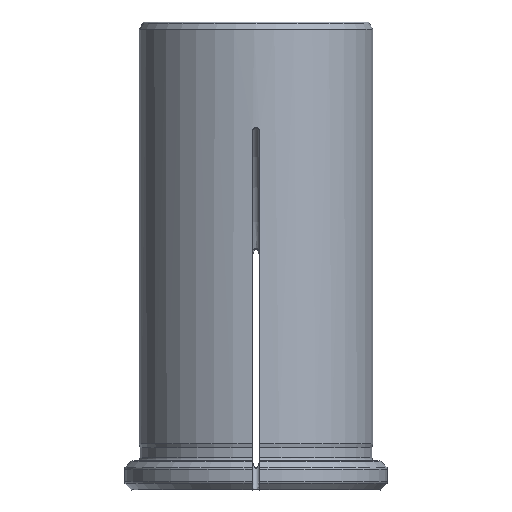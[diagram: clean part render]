
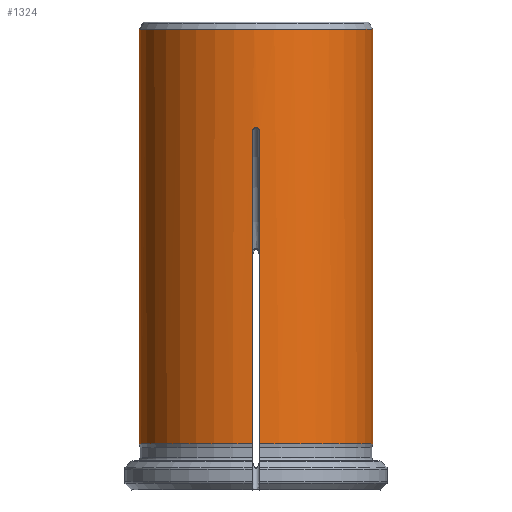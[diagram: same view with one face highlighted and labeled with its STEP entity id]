
A CAD part, front view. The second image highlights one B-rep face of the part: STEP entity #1324.
In plain terms, the highlighted cylindrical face has radius 16 mm (diameter 32 mm), a full revolution.
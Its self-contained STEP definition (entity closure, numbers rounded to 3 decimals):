
#72=LINE('',#2052,#120);
#78=LINE('',#2097,#126);
#84=LINE('',#2243,#132);
#90=LINE('',#2276,#138);
#96=LINE('',#2422,#144);
#102=LINE('',#2455,#150);
#108=LINE('',#2513,#156);
#109=LINE('',#2523,#157);
#120=VECTOR('',#1593,1000.);
#126=VECTOR('',#1601,1000.);
#132=VECTOR('',#1667,1000.);
#138=VECTOR('',#1675,1000.);
#144=VECTOR('',#1741,1000.);
#150=VECTOR('',#1749,1000.);
#156=VECTOR('',#1771,1000.);
#157=VECTOR('',#1772,1000.);
#168=CYLINDRICAL_SURFACE('',#1468,16.);
#192=B_SPLINE_CURVE_WITH_KNOTS('',3,(#2041,#2042,#2043,#2044,#2045,#2046,
#2047),.UNSPECIFIED.,.F.,.F.,(4,1,1,1,4),(0.003,0.003,
0.004,0.004,0.004),
 .UNSPECIFIED.);
#215=B_SPLINE_CURVE_WITH_KNOTS('',3,(#2232,#2233,#2234,#2235,#2236,#2237,
#2238),.UNSPECIFIED.,.F.,.F.,(4,1,1,1,4),(0.003,0.003,
0.004,0.004,0.004),
 .UNSPECIFIED.);
#235=B_SPLINE_CURVE_WITH_KNOTS('',3,(#2411,#2412,#2413,#2414,#2415,#2416,
#2417),.UNSPECIFIED.,.F.,.F.,(4,1,1,1,4),(0.003,0.003,
0.004,0.004,0.004),
 .UNSPECIFIED.);
#244=B_SPLINE_CURVE_WITH_KNOTS('',3,(#2515,#2516,#2517,#2518,#2519,#2520,
#2521),.UNSPECIFIED.,.F.,.F.,(4,1,1,1,4),(0.003,0.003,
0.004,0.004,0.004),
 .UNSPECIFIED.);
#540=ORIENTED_EDGE('',*,*,#833,.F.);
#541=ORIENTED_EDGE('',*,*,#663,.F.);
#542=ORIENTED_EDGE('',*,*,#834,.T.);
#543=ORIENTED_EDGE('',*,*,#835,.F.);
#544=ORIENTED_EDGE('',*,*,#836,.F.);
#545=ORIENTED_EDGE('',*,*,#837,.F.);
#546=ORIENTED_EDGE('',*,*,#809,.T.);
#547=ORIENTED_EDGE('',*,*,#806,.F.);
#548=ORIENTED_EDGE('',*,*,#820,.F.);
#549=ORIENTED_EDGE('',*,*,#775,.F.);
#550=ORIENTED_EDGE('',*,*,#761,.T.);
#551=ORIENTED_EDGE('',*,*,#758,.F.);
#552=ORIENTED_EDGE('',*,*,#772,.F.);
#553=ORIENTED_EDGE('',*,*,#727,.F.);
#554=ORIENTED_EDGE('',*,*,#710,.T.);
#555=ORIENTED_EDGE('',*,*,#707,.F.);
#556=ORIENTED_EDGE('',*,*,#724,.F.);
#663=EDGE_CURVE('',#867,#868,#1006,.F.);
#707=EDGE_CURVE('',#907,#908,#192,.T.);
#710=EDGE_CURVE('',#909,#908,#72,.T.);
#724=EDGE_CURVE('',#868,#907,#78,.T.);
#727=EDGE_CURVE('',#909,#916,#1028,.F.);
#758=EDGE_CURVE('',#939,#940,#215,.T.);
#761=EDGE_CURVE('',#941,#940,#84,.T.);
#772=EDGE_CURVE('',#916,#939,#90,.T.);
#775=EDGE_CURVE('',#941,#948,#1044,.F.);
#806=EDGE_CURVE('',#971,#972,#235,.T.);
#809=EDGE_CURVE('',#973,#972,#96,.T.);
#820=EDGE_CURVE('',#948,#971,#102,.T.);
#833=EDGE_CURVE('',#989,#989,#1063,.F.);
#834=EDGE_CURVE('',#867,#990,#108,.T.);
#835=EDGE_CURVE('',#991,#990,#244,.T.);
#836=EDGE_CURVE('',#992,#991,#109,.T.);
#837=EDGE_CURVE('',#973,#992,#1064,.F.);
#867=VERTEX_POINT('',#1869);
#868=VERTEX_POINT('',#1871);
#907=VERTEX_POINT('',#2040);
#908=VERTEX_POINT('',#2048);
#909=VERTEX_POINT('',#2053);
#916=VERTEX_POINT('',#2103);
#939=VERTEX_POINT('',#2231);
#940=VERTEX_POINT('',#2239);
#941=VERTEX_POINT('',#2244);
#948=VERTEX_POINT('',#2282);
#971=VERTEX_POINT('',#2410);
#972=VERTEX_POINT('',#2418);
#973=VERTEX_POINT('',#2423);
#989=VERTEX_POINT('',#2512);
#990=VERTEX_POINT('',#2514);
#991=VERTEX_POINT('',#2522);
#992=VERTEX_POINT('',#2524);
#1006=CIRCLE('',#1365,16.);
#1028=CIRCLE('',#1402,16.);
#1044=CIRCLE('',#1433,16.);
#1063=CIRCLE('',#1469,16.);
#1064=CIRCLE('',#1470,16.);
#1134=EDGE_LOOP('',(#540));
#1135=EDGE_LOOP('',(#541,#542,#543,#544,#545,#546,#547,#548,#549,#550,#551,
#552,#553,#554,#555,#556));
#1224=FACE_BOUND('',#1134,.T.);
#1225=FACE_BOUND('',#1135,.T.);
#1324=ADVANCED_FACE('',(#1224,#1225),#168,.T.);
#1365=AXIS2_PLACEMENT_3D('',#1870,#1518,#1519);
#1402=AXIS2_PLACEMENT_3D('',#2102,#1607,#1608);
#1433=AXIS2_PLACEMENT_3D('',#2281,#1681,#1682);
#1468=AXIS2_PLACEMENT_3D('',#2510,#1767,#1768);
#1469=AXIS2_PLACEMENT_3D('',#2511,#1769,#1770);
#1470=AXIS2_PLACEMENT_3D('',#2525,#1773,#1774);
#1518=DIRECTION('',(0.,0.,1.));
#1519=DIRECTION('',(1.,0.,0.));
#1593=DIRECTION('',(0.,0.,1.));
#1601=DIRECTION('',(0.,0.,1.));
#1607=DIRECTION('',(0.,0.,1.));
#1608=DIRECTION('',(1.,0.,0.));
#1667=DIRECTION('',(0.,0.,1.));
#1675=DIRECTION('',(0.,0.,1.));
#1681=DIRECTION('',(0.,0.,1.));
#1682=DIRECTION('',(1.,0.,0.));
#1741=DIRECTION('',(0.,0.,1.));
#1749=DIRECTION('',(0.,0.,1.));
#1767=DIRECTION('',(0.,0.,1.));
#1768=DIRECTION('',(1.,0.,0.));
#1769=DIRECTION('',(0.,0.,-1.));
#1770=DIRECTION('',(-1.,0.,0.));
#1771=DIRECTION('',(0.,0.,1.));
#1772=DIRECTION('',(0.,0.,1.));
#1773=DIRECTION('',(0.,0.,1.));
#1774=DIRECTION('',(1.,0.,0.));
#1869=CARTESIAN_POINT('',(15.992,-0.5,2.313));
#1870=CARTESIAN_POINT('',(0.,0.,2.313));
#1871=CARTESIAN_POINT('',(0.5,-15.992,2.313));
#2040=CARTESIAN_POINT('',(0.5,-15.992,44.913));
#2041=CARTESIAN_POINT('',(0.5,-15.992,44.913));
#2042=CARTESIAN_POINT('',(0.5,-15.992,45.063));
#2043=CARTESIAN_POINT('',(0.429,-15.995,45.365));
#2044=CARTESIAN_POINT('',(-0.001,-16.002,45.651));
#2045=CARTESIAN_POINT('',(-0.428,-15.995,45.366));
#2046=CARTESIAN_POINT('',(-0.5,-15.992,45.063));
#2047=CARTESIAN_POINT('',(-0.5,-15.992,44.913));
#2048=CARTESIAN_POINT('',(-0.5,-15.992,44.913));
#2052=CARTESIAN_POINT('',(-0.5,-15.992,60.));
#2053=CARTESIAN_POINT('',(-0.5,-15.992,2.313));
#2097=CARTESIAN_POINT('',(0.5,-15.992,60.));
#2102=CARTESIAN_POINT('',(0.,0.,2.313));
#2103=CARTESIAN_POINT('',(-15.992,-0.5,2.313));
#2231=CARTESIAN_POINT('',(-15.992,-0.5,44.913));
#2232=CARTESIAN_POINT('',(-15.992,-0.5,44.913));
#2233=CARTESIAN_POINT('',(-15.992,-0.5,45.063));
#2234=CARTESIAN_POINT('',(-15.995,-0.429,45.365));
#2235=CARTESIAN_POINT('',(-16.002,0.001,45.651));
#2236=CARTESIAN_POINT('',(-15.995,0.428,45.366));
#2237=CARTESIAN_POINT('',(-15.992,0.5,45.063));
#2238=CARTESIAN_POINT('',(-15.992,0.5,44.913));
#2239=CARTESIAN_POINT('',(-15.992,0.5,44.913));
#2243=CARTESIAN_POINT('',(-15.992,0.5,60.));
#2244=CARTESIAN_POINT('',(-15.992,0.5,2.313));
#2276=CARTESIAN_POINT('',(-15.992,-0.5,60.));
#2281=CARTESIAN_POINT('',(0.,0.,2.313));
#2282=CARTESIAN_POINT('',(-0.5,15.992,2.313));
#2410=CARTESIAN_POINT('',(-0.5,15.992,44.913));
#2411=CARTESIAN_POINT('',(-0.5,15.992,44.913));
#2412=CARTESIAN_POINT('',(-0.5,15.992,45.063));
#2413=CARTESIAN_POINT('',(-0.429,15.995,45.365));
#2414=CARTESIAN_POINT('',(0.001,16.002,45.651));
#2415=CARTESIAN_POINT('',(0.428,15.995,45.366));
#2416=CARTESIAN_POINT('',(0.5,15.992,45.063));
#2417=CARTESIAN_POINT('',(0.5,15.992,44.913));
#2418=CARTESIAN_POINT('',(0.5,15.992,44.913));
#2422=CARTESIAN_POINT('',(0.5,15.992,60.));
#2423=CARTESIAN_POINT('',(0.5,15.992,2.313));
#2455=CARTESIAN_POINT('',(-0.5,15.992,60.));
#2510=CARTESIAN_POINT('',(0.,0.,60.));
#2511=CARTESIAN_POINT('',(0.,0.,58.986));
#2512=CARTESIAN_POINT('',(-16.,0.,58.986));
#2513=CARTESIAN_POINT('',(15.992,-0.5,60.));
#2514=CARTESIAN_POINT('',(15.992,-0.5,44.913));
#2515=CARTESIAN_POINT('',(15.992,0.5,44.913));
#2516=CARTESIAN_POINT('',(15.992,0.5,45.063));
#2517=CARTESIAN_POINT('',(15.995,0.429,45.365));
#2518=CARTESIAN_POINT('',(16.002,-0.001,45.651));
#2519=CARTESIAN_POINT('',(15.995,-0.428,45.366));
#2520=CARTESIAN_POINT('',(15.992,-0.5,45.063));
#2521=CARTESIAN_POINT('',(15.992,-0.5,44.913));
#2522=CARTESIAN_POINT('',(15.992,0.5,44.913));
#2523=CARTESIAN_POINT('',(15.992,0.5,60.));
#2524=CARTESIAN_POINT('',(15.992,0.5,2.313));
#2525=CARTESIAN_POINT('',(0.,0.,2.313));
